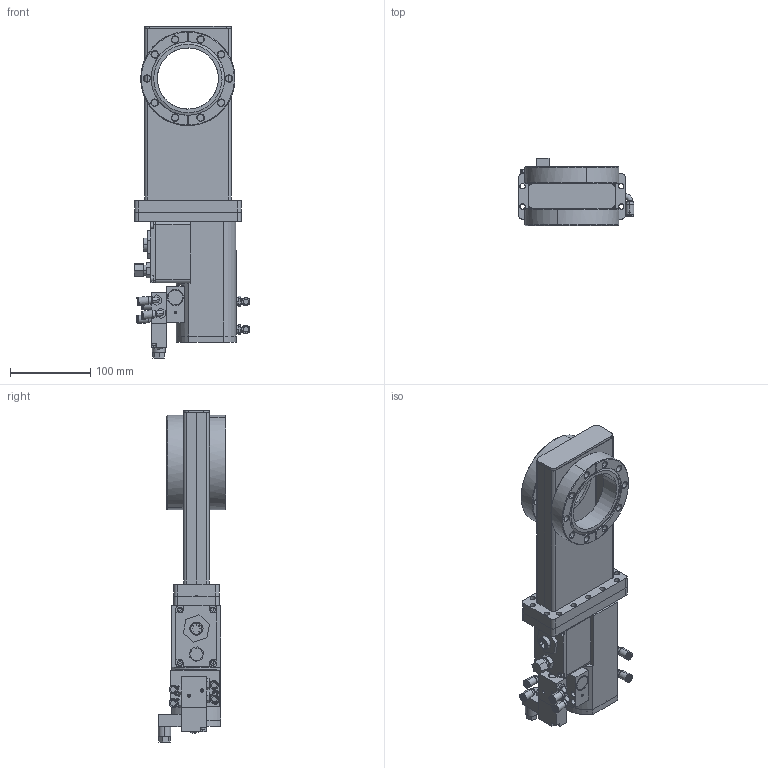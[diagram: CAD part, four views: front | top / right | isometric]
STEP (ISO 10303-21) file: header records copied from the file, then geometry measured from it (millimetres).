
FILE_DESCRIPTION (( 'STEP AP203' ), '1' );
FILE_NAME ('303003.STEP', '2018-04-02T19:30:04', ( '' ), ( '' ), 'SwSTEP 2.0', 'SolidWorks 2017', '' );
FILE_SCHEMA (( 'CONFIG_CONTROL_DESIGN' ));
Length unit declared in the file: inch
Products named in the file (2): 303003
Bounding box: 144.32 x 84.24 x 413.38 mm (x, y, z)
Volume: 971067.4 mm3; surface area: 374812.9 mm2
Topology: 49 solids, 49 shells, 1639 faces, 3930 edges, 2474 vertices
Faces by surface type: cylinder 789, plane 546, cone 204, torus 88, sphere 8, bspline 4
Entity records: 53103 total; most frequent: CARTESIAN_POINT 13477, DIRECTION 8810, ORIENTED_EDGE 7752, EDGE_CURVE 3876, AXIS2_PLACEMENT_3D 3496, VERTEX_POINT 2465, EDGE_LOOP 2017, CIRCLE 1859
